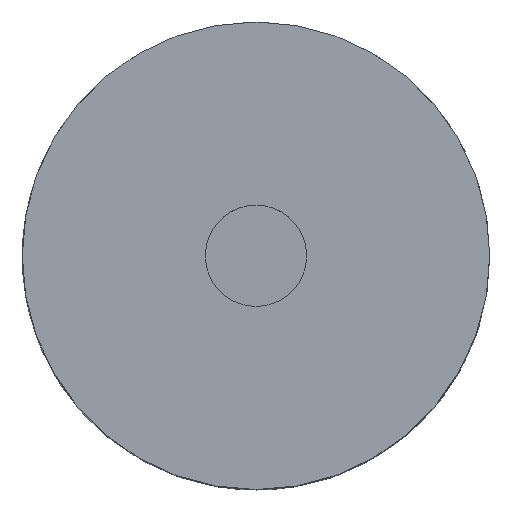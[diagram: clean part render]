
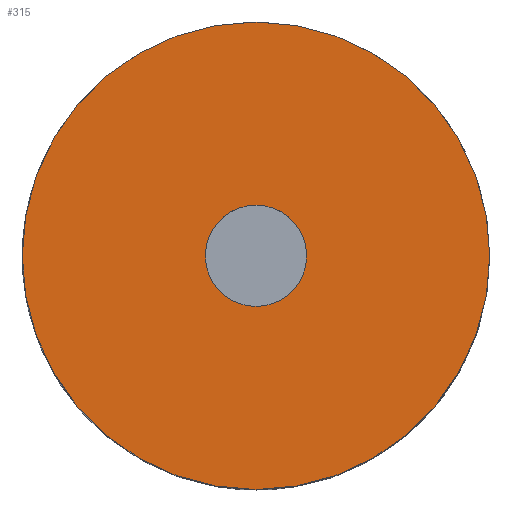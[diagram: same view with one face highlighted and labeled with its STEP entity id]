
A CAD part, top view. The second image highlights one B-rep face of the part: STEP entity #315.
In plain terms, the highlighted planar face has unit normal (0, 0, 1).
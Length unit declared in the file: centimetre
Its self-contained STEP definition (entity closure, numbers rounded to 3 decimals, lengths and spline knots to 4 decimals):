
#94=PLANE('',#353);
#113=VERTEX_POINT('',#387);
#125=VERTEX_POINT('',#421);
#136=CIRCLE('',#338,0.13);
#143=CIRCLE('',#352,0.6);
#154=EDGE_CURVE('',#113,#113,#136,.T.);
#170=EDGE_CURVE('',#125,#125,#143,.T.);
#216=ORIENTED_EDGE('',*,*,#154,.T.);
#217=ORIENTED_EDGE('',*,*,#170,.F.);
#255=EDGE_LOOP('',(#216));
#256=EDGE_LOOP('',(#217));
#291=FACE_BOUND('',#255,.T.);
#292=FACE_BOUND('',#256,.T.);
#315=ADVANCED_FACE('',(#291,#292),#94,.T.);
#338=AXIS2_PLACEMENT_3D('',#386,#462,#463);
#352=AXIS2_PLACEMENT_3D('',#420,#493,#494);
#353=AXIS2_PLACEMENT_3D('',#422,#495,$);
#386=CARTESIAN_POINT('',(0.,0.,0.95));
#387=CARTESIAN_POINT('',(0.13,0.,0.95));
#420=CARTESIAN_POINT('',(0.,0.,0.95));
#421=CARTESIAN_POINT('',(0.6,0.,0.95));
#422=CARTESIAN_POINT('',(0.,0.,0.95));
#462=DIRECTION('',(0.,0.,-1.));
#463=DIRECTION('',(0.13,0.,0.));
#493=DIRECTION('',(0.,0.,-1.));
#494=DIRECTION('',(0.6,0.,0.));
#495=DIRECTION('',(0.,0.,1.));
